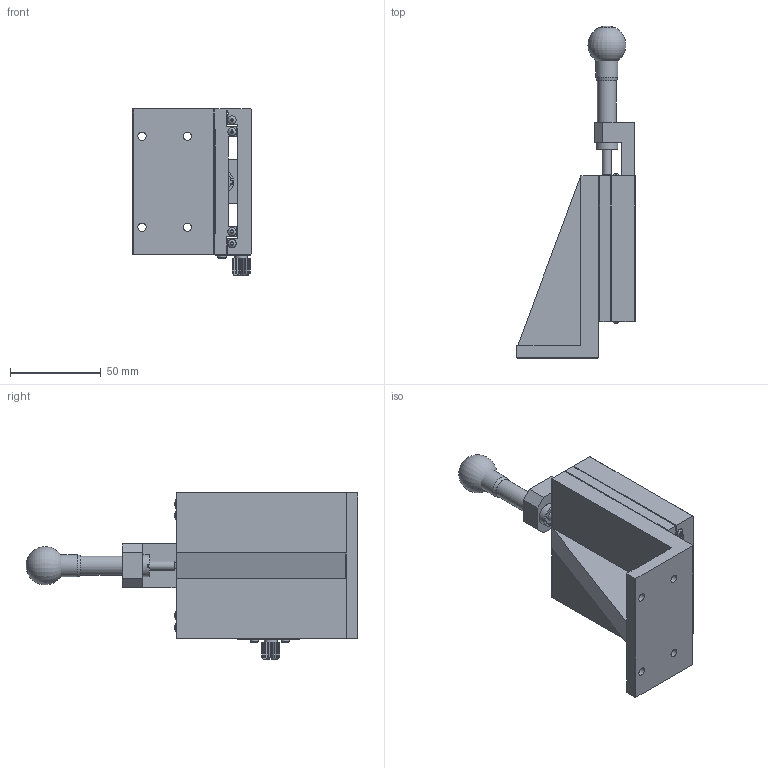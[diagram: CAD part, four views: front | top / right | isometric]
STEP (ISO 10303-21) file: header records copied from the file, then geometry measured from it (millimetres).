
FILE_DESCRIPTION (( 'STEP AP214' ), '1' );
FILE_NAME ('528918.STEP', '2024-11-13T01:59:03', ( 'Windows User' ), ( 'P R C' ), 'SwSTEP 2.0', 'SolidWorks 2020', '' );
FILE_SCHEMA (( 'AUTOMOTIVE_DESIGN' ));
Length unit declared in the file: millimetre
Products named in the file (1): 528918
Bounding box: 65 x 182.51 x 91.3 mm (x, y, z)
Volume: 235066.2 mm3; surface area: 73788.9 mm2
Topology: 4 solids, 8 shells, 2396 faces, 5168 edges, 2791 vertices
Faces by surface type: bspline 1453, cylinder 520, plane 309, cone 113, torus 1
Full cylindrical faces by diameter (mm): 2.386 x2, 3 x1, 3.242 x12, 4 x1, 4.5 x20, 5 x4, 7 x1, 8 x4, 9 x1, 10.5 x1, 12 x1, 12.034 x1
Entity records: 99710 total; most frequent: CARTESIAN_POINT 55062, ORIENTED_EDGE 10152, EDGE_CURVE 5076, DIRECTION 3564, VERTEX_POINT 2802, EDGE_LOOP 2540, FACE_OUTER_BOUND 2449, ADVANCED_FACE 2396
